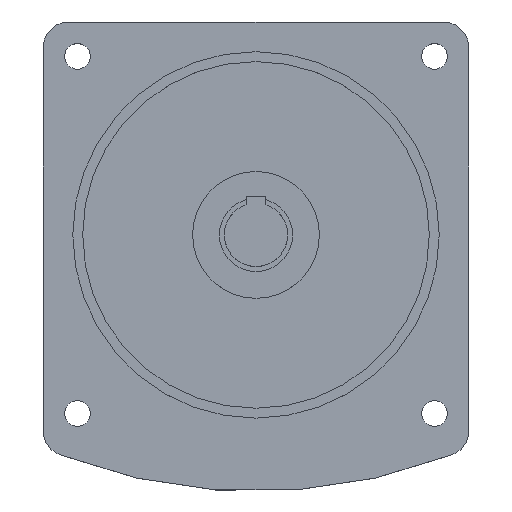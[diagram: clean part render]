
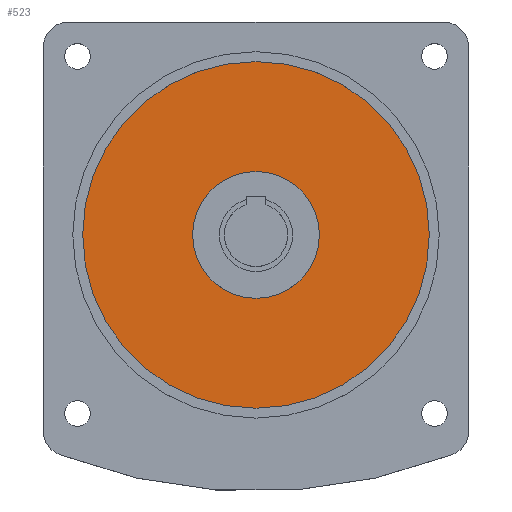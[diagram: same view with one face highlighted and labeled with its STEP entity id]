
A CAD part, top view. The second image highlights one B-rep face of the part: STEP entity #523.
In plain terms, the highlighted planar face has unit normal (0, 0, 1).
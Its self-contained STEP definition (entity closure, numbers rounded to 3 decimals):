
#67 = VERTEX_POINT ( 'NONE', #2115 ) ;
#150 = AXIS2_PLACEMENT_3D ( 'NONE', #457, #898, #4423 ) ;
#201 = EDGE_CURVE ( 'NONE', #2108, #2239, #1403, .T. ) ;
#202 = EDGE_LOOP ( 'NONE', ( #2740, #2285 ) ) ;
#228 = CARTESIAN_POINT ( 'NONE',  ( -87.5, 0., 0. ) ) ;
#317 = DIRECTION ( 'NONE',  ( 0., 0., 1. ) ) ;
#457 = CARTESIAN_POINT ( 'NONE',  ( 0., 0., 0. ) ) ;
#476 = EDGE_CURVE ( 'NONE', #4433, #67, #1607, .T. ) ;
#523 = ADVANCED_FACE ( 'NONE', ( #1881, #4857 ), #2410, .T. ) ;
#646 = AXIS2_PLACEMENT_3D ( 'NONE', #3739, #653, #3323 ) ;
#653 = DIRECTION ( 'NONE',  ( 0., 0., 1. ) ) ;
#758 = DIRECTION ( 'NONE',  ( 1., 0., 0. ) ) ;
#801 = CIRCLE ( 'NONE', #150, 87.5 ) ;
#898 = DIRECTION ( 'NONE',  ( 0., 0., -1. ) ) ;
#1218 = ORIENTED_EDGE ( 'NONE', *, *, #2724, .F. ) ;
#1231 = CARTESIAN_POINT ( 'NONE',  ( 87.5, 0., 0. ) ) ;
#1290 = EDGE_LOOP ( 'NONE', ( #5549, #1218 ) ) ;
#1403 = CIRCLE ( 'NONE', #3932, 87.5 ) ;
#1594 = DIRECTION ( 'NONE',  ( 1., 0., 0. ) ) ;
#1607 = CIRCLE ( 'NONE', #5005, 32. ) ;
#1693 = DIRECTION ( 'NONE',  ( 0., 0., -1. ) ) ;
#1796 = AXIS2_PLACEMENT_3D ( 'NONE', #2946, #317, #758 ) ;
#1881 = FACE_OUTER_BOUND ( 'NONE', #202, .T. ) ;
#2015 = CARTESIAN_POINT ( 'NONE',  ( 0., 0., 0. ) ) ;
#2108 = VERTEX_POINT ( 'NONE', #228 ) ;
#2115 = CARTESIAN_POINT ( 'NONE',  ( 32., 0., 0. ) ) ;
#2134 = DIRECTION ( 'NONE',  ( 1., 0., 0. ) ) ;
#2239 = VERTEX_POINT ( 'NONE', #1231 ) ;
#2285 = ORIENTED_EDGE ( 'NONE', *, *, #4159, .F. ) ;
#2410 = PLANE ( 'NONE',  #646 ) ;
#2724 = EDGE_CURVE ( 'NONE', #67, #4433, #4702, .T. ) ;
#2740 = ORIENTED_EDGE ( 'NONE', *, *, #201, .F. ) ;
#2946 = CARTESIAN_POINT ( 'NONE',  ( 0., 0., 0. ) ) ;
#3323 = DIRECTION ( 'NONE',  ( 1., 0., 0. ) ) ;
#3739 = CARTESIAN_POINT ( 'NONE',  ( 0., 144.142, 0. ) ) ;
#3932 = AXIS2_PLACEMENT_3D ( 'NONE', #4349, #1693, #2134 ) ;
#4159 = EDGE_CURVE ( 'NONE', #2239, #2108, #801, .T. ) ;
#4217 = DIRECTION ( 'NONE',  ( 0., 0., 1. ) ) ;
#4349 = CARTESIAN_POINT ( 'NONE',  ( 0., 0., 0. ) ) ;
#4423 = DIRECTION ( 'NONE',  ( 1., 0., 0. ) ) ;
#4433 = VERTEX_POINT ( 'NONE', #4945 ) ;
#4702 = CIRCLE ( 'NONE', #1796, 32. ) ;
#4857 = FACE_BOUND ( 'NONE', #1290, .T. ) ;
#4945 = CARTESIAN_POINT ( 'NONE',  ( -32., 0., 0. ) ) ;
#5005 = AXIS2_PLACEMENT_3D ( 'NONE', #2015, #4217, #1594 ) ;
#5549 = ORIENTED_EDGE ( 'NONE', *, *, #476, .F. ) ;
